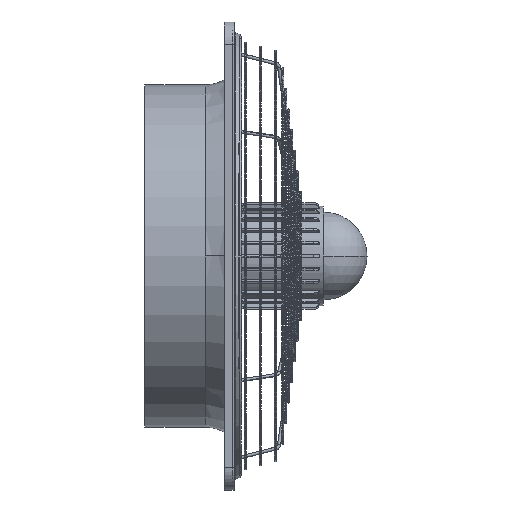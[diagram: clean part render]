
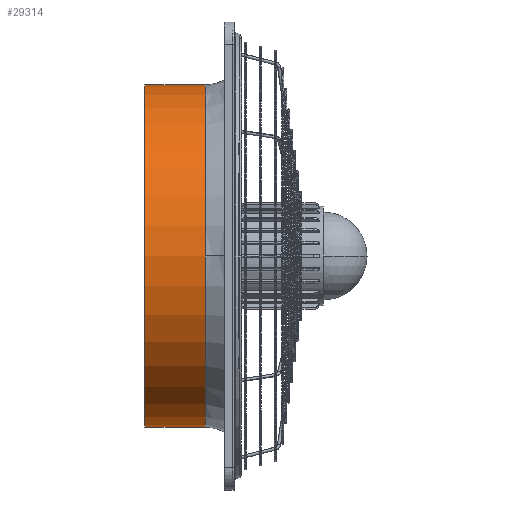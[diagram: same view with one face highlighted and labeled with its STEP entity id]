
A CAD part, front view. The second image highlights one B-rep face of the part: STEP entity #29314.
In plain terms, the highlighted cylindrical face has radius 230.5 mm (diameter 461 mm), a partial arc.
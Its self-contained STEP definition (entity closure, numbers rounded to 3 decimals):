
#3266 = EDGE_CURVE ( 'NONE', #16983, #29579, #5329, .T. ) ;
#3463 = VERTEX_POINT ( 'NONE', #23514 ) ;
#4559 = AXIS2_PLACEMENT_3D ( 'NONE', #16837, #31586, #16977 ) ;
#5060 = CIRCLE ( 'NONE', #16299, 230.5 ) ;
#5329 = CIRCLE ( 'NONE', #4559, 230.5 ) ;
#6068 = AXIS2_PLACEMENT_3D ( 'NONE', #20277, #17135, #28603 ) ;
#8455 = CYLINDRICAL_SURFACE ( 'NONE', #9357, 230.5 ) ;
#8795 = CARTESIAN_POINT ( 'NONE',  ( -316.034, -464., 0. ) ) ;
#8998 = DIRECTION ( 'NONE',  ( 0., 1., 0. ) ) ;
#9357 = AXIS2_PLACEMENT_3D ( 'NONE', #8795, #23871, #23643 ) ;
#9817 = DIRECTION ( 'NONE',  ( -1., 0., 0. ) ) ;
#10242 = EDGE_CURVE ( 'NONE', #3463, #27873, #12369, .T. ) ;
#10843 = CARTESIAN_POINT ( 'NONE',  ( -316.034, -464., 230.5 ) ) ;
#12281 = EDGE_CURVE ( 'NONE', #20052, #3463, #5060, .T. ) ;
#12369 = CIRCLE ( 'NONE', #6068, 230.5 ) ;
#13540 = ORIENTED_EDGE ( 'NONE', *, *, #35286, .T. ) ;
#14795 = DIRECTION ( 'NONE',  ( -1., 0., 0. ) ) ;
#16299 = AXIS2_PLACEMENT_3D ( 'NONE', #32042, #14795, #8998 ) ;
#16837 = CARTESIAN_POINT ( 'NONE',  ( -356.534, -464., 0. ) ) ;
#16977 = DIRECTION ( 'NONE',  ( 0., 0., 1. ) ) ;
#16983 = VERTEX_POINT ( 'NONE', #34717 ) ;
#17135 = DIRECTION ( 'NONE',  ( -1., 0., 0. ) ) ;
#17307 = VECTOR ( 'NONE', #21919, 1000. ) ;
#17471 = LINE ( 'NONE', #36181, #24604 ) ;
#18038 = ORIENTED_EDGE ( 'NONE', *, *, #10242, .T. ) ;
#20052 = VERTEX_POINT ( 'NONE', #22609 ) ;
#20277 = CARTESIAN_POINT ( 'NONE',  ( -275.534, -464., 0. ) ) ;
#21919 = DIRECTION ( 'NONE',  ( -1., 0., 0. ) ) ;
#22609 = CARTESIAN_POINT ( 'NONE',  ( -275.534, -464., -230.5 ) ) ;
#23395 = ORIENTED_EDGE ( 'NONE', *, *, #31260, .F. ) ;
#23514 = CARTESIAN_POINT ( 'NONE',  ( -275.534, -694.5, 0. ) ) ;
#23643 = DIRECTION ( 'NONE',  ( 0., 0., 1. ) ) ;
#23871 = DIRECTION ( 'NONE',  ( -1., 0., 0. ) ) ;
#23884 = EDGE_LOOP ( 'NONE', ( #23395, #32083, #18038, #13540, #30439 ) ) ;
#24604 = VECTOR ( 'NONE', #9817, 1000. ) ;
#27366 = FACE_OUTER_BOUND ( 'NONE', #23884, .T. ) ;
#27571 = CARTESIAN_POINT ( 'NONE',  ( -275.534, -464., 230.5 ) ) ;
#27873 = VERTEX_POINT ( 'NONE', #27571 ) ;
#28603 = DIRECTION ( 'NONE',  ( 0., 1., 0. ) ) ;
#29314 = ADVANCED_FACE ( 'NONE', ( #27366 ), #8455, .T. ) ;
#29579 = VERTEX_POINT ( 'NONE', #33518 ) ;
#29883 = LINE ( 'NONE', #10843, #17307 ) ;
#30439 = ORIENTED_EDGE ( 'NONE', *, *, #3266, .F. ) ;
#31260 = EDGE_CURVE ( 'NONE', #20052, #16983, #17471, .T. ) ;
#31586 = DIRECTION ( 'NONE',  ( -1., 0., 0. ) ) ;
#32042 = CARTESIAN_POINT ( 'NONE',  ( -275.534, -464., 0. ) ) ;
#32083 = ORIENTED_EDGE ( 'NONE', *, *, #12281, .T. ) ;
#33518 = CARTESIAN_POINT ( 'NONE',  ( -356.534, -464., 230.5 ) ) ;
#34717 = CARTESIAN_POINT ( 'NONE',  ( -356.534, -464., -230.5 ) ) ;
#35286 = EDGE_CURVE ( 'NONE', #27873, #29579, #29883, .T. ) ;
#36181 = CARTESIAN_POINT ( 'NONE',  ( -316.034, -464., -230.5 ) ) ;
